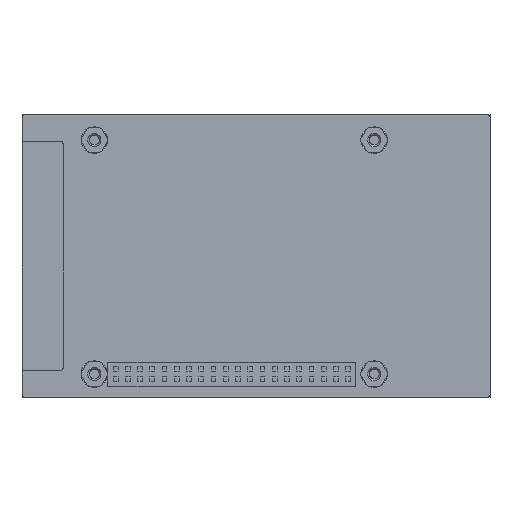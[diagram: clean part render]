
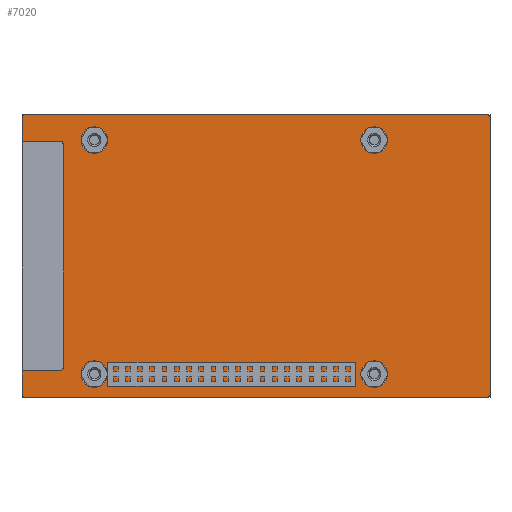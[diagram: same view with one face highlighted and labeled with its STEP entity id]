
A CAD part, top view. The second image highlights one B-rep face of the part: STEP entity #7020.
In plain terms, the highlighted planar face has unit normal (0, 0, 1).
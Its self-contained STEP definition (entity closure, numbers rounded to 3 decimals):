
#97=CIRCLE('',#7467,2.75);
#98=CIRCLE('',#7469,2.75);
#99=CIRCLE('',#7471,2.75);
#100=CIRCLE('',#7473,2.75);
#102=CIRCLE('',#7476,0.5);
#110=CIRCLE('',#7487,0.5);
#111=CIRCLE('',#7490,0.5);
#112=CIRCLE('',#7493,0.5);
#113=CIRCLE('',#7495,0.5);
#114=CIRCLE('',#7498,0.5);
#115=CIRCLE('',#7501,0.5);
#116=CIRCLE('',#7504,0.5);
#531=FACE_BOUND('',#1159,.T.);
#532=FACE_BOUND('',#1160,.T.);
#533=FACE_BOUND('',#1161,.T.);
#534=FACE_BOUND('',#1162,.T.);
#782=FACE_OUTER_BOUND('',#1158,.T.);
#1158=EDGE_LOOP('',(#5293,#5294,#5295,#5296,#5297,#5298,#5299,#5300,#5301,
#5302,#5303,#5304,#5305,#5306,#5307,#5308));
#1159=EDGE_LOOP('',(#5309));
#1160=EDGE_LOOP('',(#5310));
#1161=EDGE_LOOP('',(#5311));
#1162=EDGE_LOOP('',(#5312));
#1593=LINE('',#15090,#2299);
#1603=LINE('',#15126,#2309);
#1606=LINE('',#15135,#2312);
#1611=LINE('',#15149,#2317);
#1614=LINE('',#15157,#2320);
#1617=LINE('',#15165,#2323);
#1619=LINE('',#15170,#2325);
#1620=LINE('',#15172,#2326);
#2299=VECTOR('',#8186,10.);
#2309=VECTOR('',#8218,10.);
#2312=VECTOR('',#8227,10.);
#2317=VECTOR('',#8242,10.);
#2320=VECTOR('',#8251,10.);
#2323=VECTOR('',#8260,10.);
#2325=VECTOR('',#8268,10.);
#2326=VECTOR('',#8271,10.);
#3089=VERTEX_POINT('',#15061);
#3090=VERTEX_POINT('',#15065);
#3091=VERTEX_POINT('',#15069);
#3092=VERTEX_POINT('',#15073);
#3095=VERTEX_POINT('',#15080);
#3096=VERTEX_POINT('',#15082);
#3098=VERTEX_POINT('',#15088);
#3112=VERTEX_POINT('',#15120);
#3113=VERTEX_POINT('',#15124);
#3114=VERTEX_POINT('',#15128);
#3115=VERTEX_POINT('',#15130);
#3116=VERTEX_POINT('',#15134);
#3117=VERTEX_POINT('',#15138);
#3118=VERTEX_POINT('',#15142);
#3119=VERTEX_POINT('',#15143);
#3120=VERTEX_POINT('',#15148);
#3121=VERTEX_POINT('',#15152);
#3122=VERTEX_POINT('',#15156);
#3123=VERTEX_POINT('',#15160);
#3124=VERTEX_POINT('',#15164);
#3874=EDGE_CURVE('',#3089,#3089,#97,.T.);
#3876=EDGE_CURVE('',#3090,#3090,#98,.T.);
#3878=EDGE_CURVE('',#3091,#3091,#99,.T.);
#3880=EDGE_CURVE('',#3092,#3092,#100,.T.);
#3883=EDGE_CURVE('',#3095,#3096,#102,.T.);
#3887=EDGE_CURVE('',#3095,#3098,#1593,.T.);
#3903=EDGE_CURVE('',#3112,#3098,#110,.T.);
#3905=EDGE_CURVE('',#3112,#3113,#1603,.T.);
#3907=EDGE_CURVE('',#3114,#3115,#111,.T.);
#3909=EDGE_CURVE('',#3116,#3115,#1606,.T.);
#3911=EDGE_CURVE('',#3116,#3117,#112,.T.);
#3913=EDGE_CURVE('',#3118,#3119,#113,.T.);
#3916=EDGE_CURVE('',#3120,#3119,#1611,.T.);
#3918=EDGE_CURVE('',#3120,#3121,#114,.T.);
#3920=EDGE_CURVE('',#3122,#3121,#1614,.T.);
#3922=EDGE_CURVE('',#3122,#3123,#115,.T.);
#3924=EDGE_CURVE('',#3124,#3123,#1617,.T.);
#3926=EDGE_CURVE('',#3124,#3113,#116,.T.);
#3927=EDGE_CURVE('',#3118,#3117,#1619,.T.);
#3928=EDGE_CURVE('',#3114,#3096,#1620,.T.);
#5293=ORIENTED_EDGE('',*,*,#3883,.F.);
#5294=ORIENTED_EDGE('',*,*,#3887,.T.);
#5295=ORIENTED_EDGE('',*,*,#3903,.F.);
#5296=ORIENTED_EDGE('',*,*,#3905,.T.);
#5297=ORIENTED_EDGE('',*,*,#3926,.F.);
#5298=ORIENTED_EDGE('',*,*,#3924,.T.);
#5299=ORIENTED_EDGE('',*,*,#3922,.F.);
#5300=ORIENTED_EDGE('',*,*,#3920,.T.);
#5301=ORIENTED_EDGE('',*,*,#3918,.F.);
#5302=ORIENTED_EDGE('',*,*,#3916,.T.);
#5303=ORIENTED_EDGE('',*,*,#3913,.F.);
#5304=ORIENTED_EDGE('',*,*,#3927,.T.);
#5305=ORIENTED_EDGE('',*,*,#3911,.F.);
#5306=ORIENTED_EDGE('',*,*,#3909,.T.);
#5307=ORIENTED_EDGE('',*,*,#3907,.F.);
#5308=ORIENTED_EDGE('',*,*,#3928,.T.);
#5309=ORIENTED_EDGE('',*,*,#3874,.T.);
#5310=ORIENTED_EDGE('',*,*,#3876,.T.);
#5311=ORIENTED_EDGE('',*,*,#3878,.T.);
#5312=ORIENTED_EDGE('',*,*,#3880,.T.);
#6706=PLANE('',#7507);
#7020=ADVANCED_FACE('',(#782,#531,#532,#533,#534),#6706,.F.);
#7467=AXIS2_PLACEMENT_3D('',#15063,#8157,#8158);
#7469=AXIS2_PLACEMENT_3D('',#15067,#8162,#8163);
#7471=AXIS2_PLACEMENT_3D('',#15071,#8167,#8168);
#7473=AXIS2_PLACEMENT_3D('',#15075,#8172,#8173);
#7476=AXIS2_PLACEMENT_3D('',#15083,#8179,#8180);
#7487=AXIS2_PLACEMENT_3D('',#15122,#8213,#8214);
#7490=AXIS2_PLACEMENT_3D('',#15131,#8222,#8223);
#7493=AXIS2_PLACEMENT_3D('',#15139,#8231,#8232);
#7495=AXIS2_PLACEMENT_3D('',#15144,#8236,#8237);
#7498=AXIS2_PLACEMENT_3D('',#15153,#8246,#8247);
#7501=AXIS2_PLACEMENT_3D('',#15161,#8255,#8256);
#7504=AXIS2_PLACEMENT_3D('',#15168,#8264,#8265);
#7507=AXIS2_PLACEMENT_3D('',#15173,#8272,#8273);
#8157=DIRECTION('center_axis',(0.,0.,-1.));
#8158=DIRECTION('ref_axis',(-1.,0.,0.));
#8162=DIRECTION('center_axis',(0.,0.,-1.));
#8163=DIRECTION('ref_axis',(-1.,0.,0.));
#8167=DIRECTION('center_axis',(0.,0.,-1.));
#8168=DIRECTION('ref_axis',(-1.,0.,0.));
#8172=DIRECTION('center_axis',(0.,0.,-1.));
#8173=DIRECTION('ref_axis',(-1.,0.,0.));
#8179=DIRECTION('center_axis',(0.,0.,-1.));
#8180=DIRECTION('ref_axis',(0.707,-0.707,0.));
#8186=DIRECTION('',(0.,1.,0.));
#8213=DIRECTION('center_axis',(0.,0.,-1.));
#8214=DIRECTION('ref_axis',(0.707,0.707,0.));
#8218=DIRECTION('',(-1.,0.,0.));
#8222=DIRECTION('center_axis',(0.,0.,-1.));
#8223=DIRECTION('ref_axis',(-0.707,-0.707,0.));
#8227=DIRECTION('',(0.,-1.,0.));
#8231=DIRECTION('center_axis',(0.,0.,-1.));
#8232=DIRECTION('ref_axis',(-0.707,0.707,0.));
#8236=DIRECTION('center_axis',(0.,0.,1.));
#8237=DIRECTION('ref_axis',(0.707,-0.707,0.));
#8242=DIRECTION('',(0.,-1.,0.));
#8246=DIRECTION('center_axis',(0.,0.,1.));
#8247=DIRECTION('ref_axis',(0.707,0.707,0.));
#8251=DIRECTION('',(1.,0.,0.));
#8255=DIRECTION('center_axis',(0.,0.,-1.));
#8256=DIRECTION('ref_axis',(-0.707,-0.707,0.));
#8260=DIRECTION('',(0.,-1.,0.));
#8264=DIRECTION('center_axis',(0.,0.,-1.));
#8265=DIRECTION('ref_axis',(-0.707,0.707,0.));
#8268=DIRECTION('',(-1.,0.,0.));
#8271=DIRECTION('',(1.,0.,0.));
#8272=DIRECTION('center_axis',(0.,0.,-1.));
#8273=DIRECTION('ref_axis',(1.,0.,0.));
#15061=CARTESIAN_POINT('',(75.75,53.25,5.7));
#15063=CARTESIAN_POINT('Origin',(73.,53.25,5.7));
#15065=CARTESIAN_POINT('',(17.75,53.25,5.7));
#15067=CARTESIAN_POINT('Origin',(15.,53.25,5.7));
#15069=CARTESIAN_POINT('',(75.75,4.75,5.7));
#15071=CARTESIAN_POINT('Origin',(73.,4.75,5.7));
#15073=CARTESIAN_POINT('',(17.75,4.75,5.7));
#15075=CARTESIAN_POINT('Origin',(15.,4.75,5.7));
#15080=CARTESIAN_POINT('',(97.,0.5,5.7));
#15082=CARTESIAN_POINT('',(96.5,0.,5.7));
#15083=CARTESIAN_POINT('Origin',(96.5,0.5,5.7));
#15088=CARTESIAN_POINT('',(97.,58.,5.7));
#15090=CARTESIAN_POINT('',(97.,0.,5.7));
#15120=CARTESIAN_POINT('',(96.5,58.5,5.7));
#15122=CARTESIAN_POINT('Origin',(96.5,58.,5.7));
#15124=CARTESIAN_POINT('',(0.5,58.5,5.7));
#15126=CARTESIAN_POINT('',(97.,58.5,5.7));
#15128=CARTESIAN_POINT('',(0.5,0.,5.7));
#15130=CARTESIAN_POINT('',(0.,0.5,5.7));
#15131=CARTESIAN_POINT('Origin',(0.5,0.5,5.7));
#15134=CARTESIAN_POINT('',(0.,5.,5.7));
#15135=CARTESIAN_POINT('',(0.,58.5,5.7));
#15138=CARTESIAN_POINT('',(0.5,5.5,5.7));
#15139=CARTESIAN_POINT('Origin',(0.5,5.,5.7));
#15142=CARTESIAN_POINT('',(8.,5.5,5.7));
#15143=CARTESIAN_POINT('',(8.5,6.,5.7));
#15144=CARTESIAN_POINT('Origin',(8.,6.,5.7));
#15148=CARTESIAN_POINT('',(8.5,52.5,5.7));
#15149=CARTESIAN_POINT('',(8.5,41.125,5.7));
#15152=CARTESIAN_POINT('',(8.,53.,5.7));
#15153=CARTESIAN_POINT('Origin',(8.,52.5,5.7));
#15156=CARTESIAN_POINT('',(0.5,53.,5.7));
#15157=CARTESIAN_POINT('',(24.25,53.,5.7));
#15160=CARTESIAN_POINT('',(0.,53.5,5.7));
#15161=CARTESIAN_POINT('Origin',(0.5,53.5,5.7));
#15164=CARTESIAN_POINT('',(0.,58.,5.7));
#15165=CARTESIAN_POINT('',(0.,58.5,5.7));
#15168=CARTESIAN_POINT('Origin',(0.5,58.,5.7));
#15170=CARTESIAN_POINT('',(28.5,5.5,5.7));
#15172=CARTESIAN_POINT('',(0.,0.,5.7));
#15173=CARTESIAN_POINT('Origin',(48.5,29.25,5.7));
